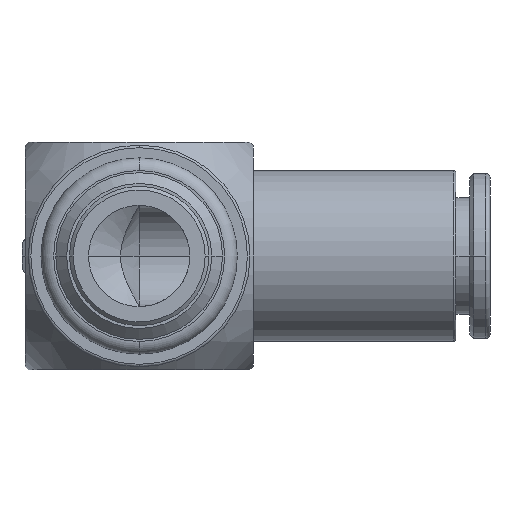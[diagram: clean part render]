
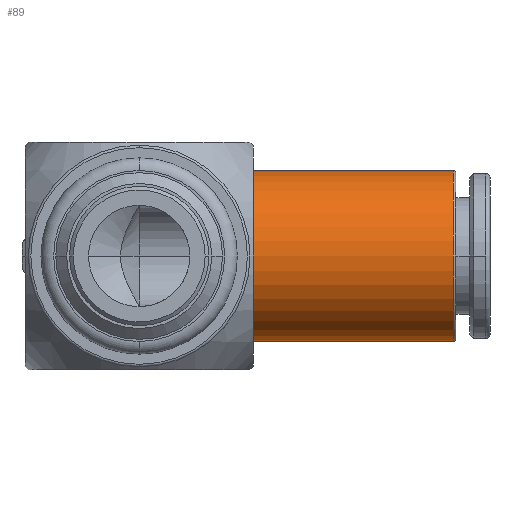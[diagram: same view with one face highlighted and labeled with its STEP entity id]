
A CAD part, front view. The second image highlights one B-rep face of the part: STEP entity #89.
In plain terms, the highlighted cylindrical face has radius 6.75 mm (diameter 13.5 mm), a partial arc.
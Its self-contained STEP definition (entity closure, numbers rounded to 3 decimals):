
#89=ADVANCED_FACE('',(#235),#236,.T.);
#235=FACE_OUTER_BOUND('',#448,.T.);
#236=CYLINDRICAL_SURFACE('',#449,6.75);
#448=EDGE_LOOP('',(#891,#892,#893,#894,#895));
#449=AXIS2_PLACEMENT_3D('',#896,#897,#898);
#891=ORIENTED_EDGE('',*,*,#1417,.T.);
#892=ORIENTED_EDGE('',*,*,#1461,.F.);
#893=ORIENTED_EDGE('',*,*,#1462,.F.);
#894=ORIENTED_EDGE('',*,*,#1419,.T.);
#895=ORIENTED_EDGE('',*,*,#1463,.F.);
#896=CARTESIAN_POINT('',(12.5,22.6,0.0));
#897=DIRECTION('',(1.0,0.0,0.0));
#898=DIRECTION('',(0.0,0.0,-1.0));
#1417=EDGE_CURVE('',#1724,#1716,#1725,.T.);
#1419=EDGE_CURVE('',#1719,#1726,#1728,.T.);
#1461=EDGE_CURVE('',#1795,#1716,#1796,.T.);
#1462=EDGE_CURVE('',#1719,#1795,#1797,.T.);
#1463=EDGE_CURVE('',#1724,#1726,#1798,.T.);
#1716=VERTEX_POINT('',#2160);
#1719=VERTEX_POINT('',#2163);
#1724=VERTEX_POINT('',#2168);
#1725=LINE('',#2169,#2170);
#1726=VERTEX_POINT('',#2171);
#1728=LINE('',#2173,#2174);
#1795=VERTEX_POINT('',#2303);
#1796=CIRCLE('',#2304,6.75);
#1797=CIRCLE('',#2305,6.75);
#1798=CIRCLE('',#2306,6.75);
#2160=CARTESIAN_POINT('',(24.8,22.6,-6.75));
#2163=CARTESIAN_POINT('',(24.8,22.6,6.75));
#2168=CARTESIAN_POINT('',(9.0,22.6,-6.75));
#2169=CARTESIAN_POINT('',(12.5,22.6,-6.75));
#2170=VECTOR('',#2868,1.0);
#2171=CARTESIAN_POINT('',(9.0,22.6,6.75));
#2173=CARTESIAN_POINT('',(12.5,22.6,6.75));
#2174=VECTOR('',#2872,1.0);
#2303=CARTESIAN_POINT('',(24.8,15.85,0.0));
#2304=AXIS2_PLACEMENT_3D('',#2966,#2967,#2968);
#2305=AXIS2_PLACEMENT_3D('',#2969,#2970,#2971);
#2306=AXIS2_PLACEMENT_3D('',#2972,#2973,#2974);
#2868=DIRECTION('',(1.0,0.0,0.0));
#2872=DIRECTION('',(-1.0,-0.0,-0.0));
#2966=CARTESIAN_POINT('',(24.8,22.6,0.0));
#2967=DIRECTION('',(1.0,0.0,0.0));
#2968=DIRECTION('',(0.0,0.0,-1.0));
#2969=CARTESIAN_POINT('',(24.8,22.6,0.0));
#2970=DIRECTION('',(1.0,0.0,0.0));
#2971=DIRECTION('',(0.0,0.0,-1.0));
#2972=CARTESIAN_POINT('',(9.0,22.6,0.0));
#2973=DIRECTION('',(-1.0,0.0,0.0));
#2974=DIRECTION('',(0.0,0.0,-1.0));
